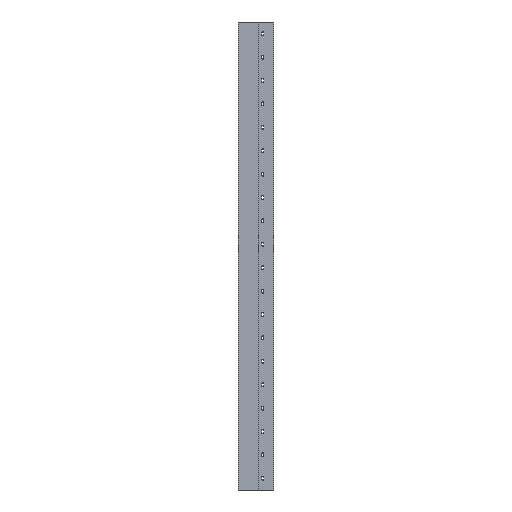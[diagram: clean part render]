
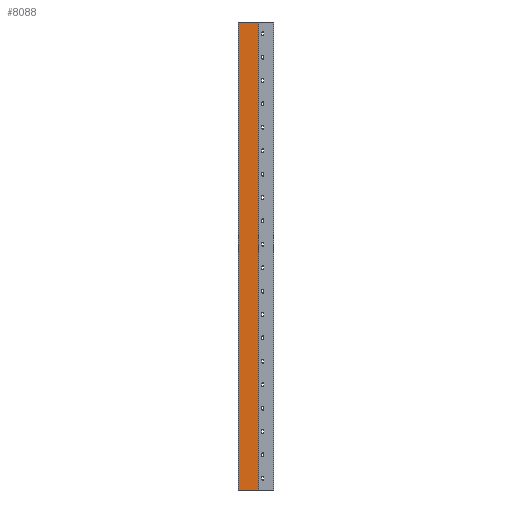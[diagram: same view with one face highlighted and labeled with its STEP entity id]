
A CAD part, left-side view. The second image highlights one B-rep face of the part: STEP entity #8088.
In plain terms, the highlighted planar face has unit normal (-1, 0, 0).
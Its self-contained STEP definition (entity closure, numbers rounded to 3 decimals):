
#272 = CARTESIAN_POINT ( 'NONE',  ( 0., 226.502, -1500. ) ) ;
#538 = VECTOR ( 'NONE', #14828, 1000. ) ;
#2917 = VECTOR ( 'NONE', #14626, 1000. ) ;
#2924 = CARTESIAN_POINT ( 'NONE',  ( 0., 0., 1500. ) ) ;
#4343 = CARTESIAN_POINT ( 'NONE',  ( 0., 0., 1500. ) ) ;
#4492 = ORIENTED_EDGE ( 'NONE', *, *, #11456, .F. ) ;
#4593 = ORIENTED_EDGE ( 'NONE', *, *, #11793, .F. ) ;
#4896 = CARTESIAN_POINT ( 'NONE',  ( 0., 97.002, -1500. ) ) ;
#5410 = ORIENTED_EDGE ( 'NONE', *, *, #7572, .T. ) ;
#5503 = VERTEX_POINT ( 'NONE', #11375 ) ;
#5836 = DIRECTION ( 'NONE',  ( -1., 0., 0. ) ) ;
#6464 = CARTESIAN_POINT ( 'NONE',  ( 0., 226.502, 1500. ) ) ;
#6713 = PLANE ( 'NONE',  #16081 ) ;
#7348 = CARTESIAN_POINT ( 'NONE',  ( 0., 97.002, 1500. ) ) ;
#7572 = EDGE_CURVE ( 'NONE', #5503, #13075, #17212, .T. ) ;
#8088 = ADVANCED_FACE ( 'NONE', ( #17412 ), #6713, .T. ) ;
#9229 = VECTOR ( 'NONE', #14165, 1000. ) ;
#9618 = EDGE_LOOP ( 'NONE', ( #4492, #4593, #16564, #5410 ) ) ;
#11375 = CARTESIAN_POINT ( 'NONE',  ( 0., 226.502, 1500. ) ) ;
#11449 = VERTEX_POINT ( 'NONE', #16120 ) ;
#11456 = EDGE_CURVE ( 'NONE', #15223, #13075, #14121, .T. ) ;
#11714 = VECTOR ( 'NONE', #17702, 1000. ) ;
#11793 = EDGE_CURVE ( 'NONE', #11449, #15223, #11920, .T. ) ;
#11920 = LINE ( 'NONE', #7348, #2917 ) ;
#12956 = LINE ( 'NONE', #4343, #9229 ) ;
#13075 = VERTEX_POINT ( 'NONE', #272 ) ;
#14121 = LINE ( 'NONE', #17641, #538 ) ;
#14158 = DIRECTION ( 'NONE',  ( 0., -1., 0. ) ) ;
#14165 = DIRECTION ( 'NONE',  ( 0., 1., 0. ) ) ;
#14626 = DIRECTION ( 'NONE',  ( 0., 0., -1. ) ) ;
#14828 = DIRECTION ( 'NONE',  ( 0., 1., 0. ) ) ;
#15120 = EDGE_CURVE ( 'NONE', #11449, #5503, #12956, .T. ) ;
#15223 = VERTEX_POINT ( 'NONE', #4896 ) ;
#16081 = AXIS2_PLACEMENT_3D ( 'NONE', #2924, #5836, #14158 ) ;
#16120 = CARTESIAN_POINT ( 'NONE',  ( 0., 97.002, 1500. ) ) ;
#16564 = ORIENTED_EDGE ( 'NONE', *, *, #15120, .T. ) ;
#17212 = LINE ( 'NONE', #6464, #11714 ) ;
#17412 = FACE_OUTER_BOUND ( 'NONE', #9618, .T. ) ;
#17641 = CARTESIAN_POINT ( 'NONE',  ( 0., 0., -1500. ) ) ;
#17702 = DIRECTION ( 'NONE',  ( 0., 0., -1. ) ) ;
